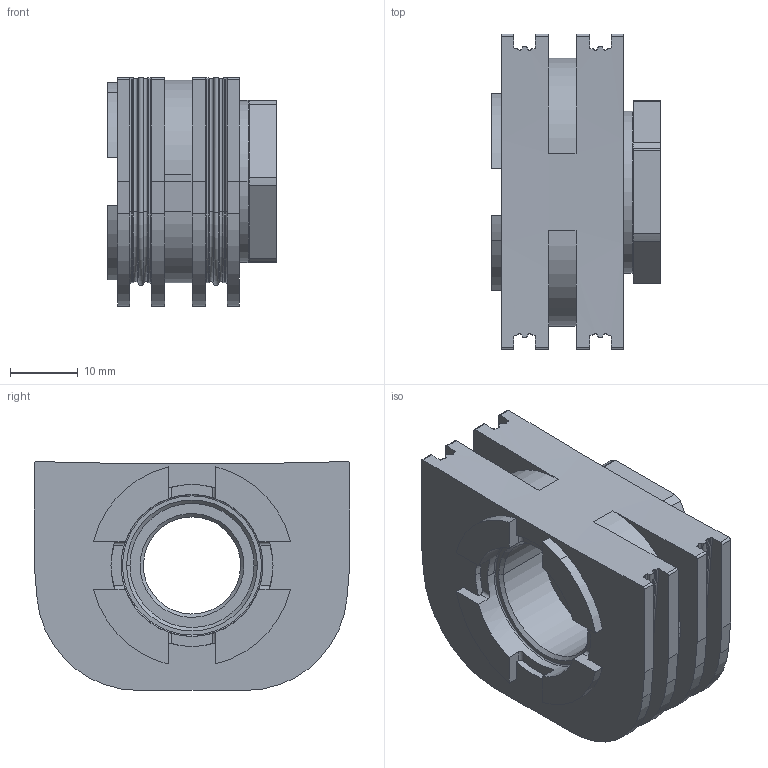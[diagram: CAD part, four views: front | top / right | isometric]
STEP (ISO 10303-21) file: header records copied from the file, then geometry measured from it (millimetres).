
FILE_DESCRIPTION(('CATIA V5 STEP Exchange','CAx-IF Rec.Pracs.--- Model Styling and Organization---1.4--- 2014-01-23'),'2;1');
FILE_NAME ('373050-6_1_2545540000_2545540000.stp','2019-07-08T07:43:04+00:00',('none'),('Weidmueller'),'CATIA Version 5-6 Release 2016 SP3 HF44','CATIA V5 STEP AP214','none');
FILE_SCHEMA(('AUTOMOTIVE_DESIGN { 1 0 10303 214 1 1 1 1 }'));
Length unit declared in the file: millimetre
Products named in the file (1): 2545540000
Bounding box: 25 x 46.73 x 33.88 mm (x, y, z)
Volume: 20263.5 mm3; surface area: 9836.9 mm2
Topology: 1 solids, 3 shells, 257 faces, 646 edges, 398 vertices
Faces by surface type: cylinder 113, plane 86, torus 38, cone 20
Entity records: 7423 total; most frequent: CARTESIAN_POINT 1425, ORIENTED_EDGE 1292, DIRECTION 962, EDGE_CURVE 646, AXIS2_PLACEMENT_3D 455, VERTEX_POINT 398, VECTOR 324, LINE 324
